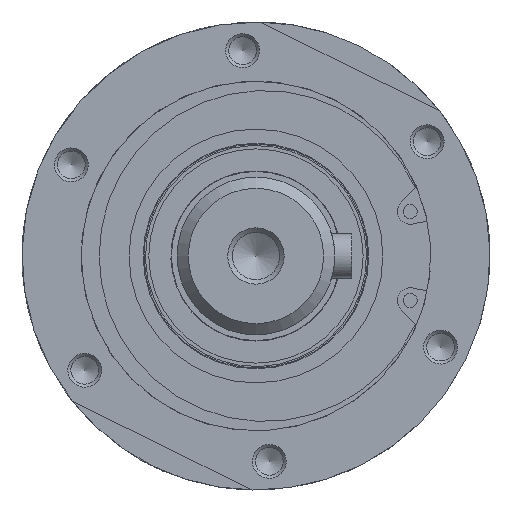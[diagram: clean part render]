
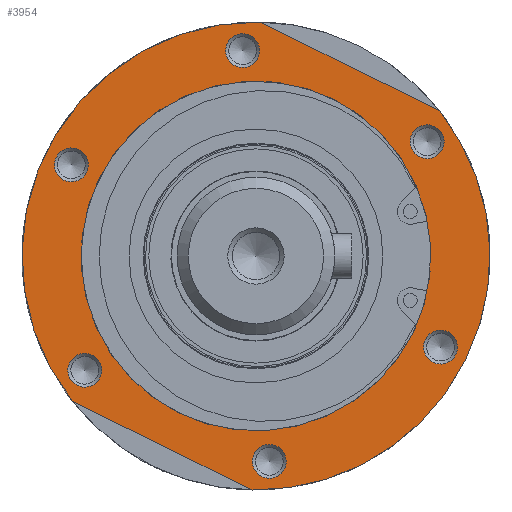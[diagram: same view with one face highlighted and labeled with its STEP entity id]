
A CAD part, left-side view. The second image highlights one B-rep face of the part: STEP entity #3954.
In plain terms, the highlighted planar face has unit normal (-1, 0, 0).
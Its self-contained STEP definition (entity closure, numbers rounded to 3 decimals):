
#3525=CARTESIAN_POINT('',(-225.,-27.795,-13.727));
#3526=VERTEX_POINT('',#3525);
#3527=CARTESIAN_POINT('',(-225.,0.,0.));
#3528=DIRECTION('',(1.0,0.,0.));
#3529=DIRECTION('',(0.,-0.897,-0.443));
#3530=AXIS2_PLACEMENT_3D('',#3527,#3528,#3529);
#3531=CIRCLE('',#3530,31.);
#3532=EDGE_CURVE('',#3526,#3526,#3531,.T.);
#3692=CARTESIAN_POINT('',(-225.,-32.026,17.766));
#3693=VERTEX_POINT('',#3692);
#3694=CARTESIAN_POINT('',(-225.,-30.36,20.261));
#3695=DIRECTION('',(-1.0,0.,0.));
#3696=DIRECTION('',(0.,0.555,0.832));
#3697=AXIS2_PLACEMENT_3D('',#3694,#3695,#3696);
#3698=CIRCLE('',#3697,3.);
#3699=EDGE_CURVE('',#3693,#3693,#3698,.T.);
#3732=CARTESIAN_POINT('',(-225.,-31.398,-18.852));
#3733=VERTEX_POINT('',#3732);
#3734=CARTESIAN_POINT('',(-225.,-32.727,-16.162));
#3735=DIRECTION('',(-1.0,0.,0.));
#3736=DIRECTION('',(0.,-0.443,0.897));
#3737=AXIS2_PLACEMENT_3D('',#3734,#3735,#3736);
#3738=CIRCLE('',#3737,3.0);
#3739=EDGE_CURVE('',#3733,#3733,#3738,.T.);
#3772=CARTESIAN_POINT('',(-225.,-0.627,36.618));
#3773=VERTEX_POINT('',#3772);
#3774=CARTESIAN_POINT('',(-225.,2.366,36.423));
#3775=DIRECTION('',(-1.0,0.,0.));
#3776=DIRECTION('',(0.,0.998,-0.065));
#3777=AXIS2_PLACEMENT_3D('',#3774,#3775,#3776);
#3778=CIRCLE('',#3777,3.);
#3779=EDGE_CURVE('',#3773,#3773,#3778,.T.);
#3812=CARTESIAN_POINT('',(-225.,0.627,-36.618));
#3813=VERTEX_POINT('',#3812);
#3814=CARTESIAN_POINT('',(-225.,-2.366,-36.423));
#3815=DIRECTION('',(-1.0,0.,0.));
#3816=DIRECTION('',(0.,-0.998,0.065));
#3817=AXIS2_PLACEMENT_3D('',#3814,#3815,#3816);
#3818=CIRCLE('',#3817,3.);
#3819=EDGE_CURVE('',#3813,#3813,#3818,.T.);
#3852=CARTESIAN_POINT('',(-225.,31.398,18.852));
#3853=VERTEX_POINT('',#3852);
#3854=CARTESIAN_POINT('',(-225.,32.727,16.162));
#3855=DIRECTION('',(-1.0,0.,0.));
#3856=DIRECTION('',(0.,0.443,-0.897));
#3857=AXIS2_PLACEMENT_3D('',#3854,#3855,#3856);
#3858=CIRCLE('',#3857,3.0);
#3859=EDGE_CURVE('',#3853,#3853,#3858,.T.);
#3884=CARTESIAN_POINT('',(-225.,-32.502,-16.052));
#3885=DIRECTION('',(-1.0,0.0,0.0));
#3886=DIRECTION('',(0.0,0.443,-0.897));
#3887=AXIS2_PLACEMENT_3D('',#3884,#3885,#3886);
#3888=PLANE('',#3887);
#3889=CARTESIAN_POINT('',(-225.,-32.544,25.752));
#3890=VERTEX_POINT('',#3889);
#3891=CARTESIAN_POINT('',(-225.,-0.666,41.495));
#3892=VERTEX_POINT('',#3891);
#3893=CARTESIAN_POINT('',(-225.,-32.544,25.752));
#3894=DIRECTION('',(0.0,0.897,0.443));
#3895=VECTOR('',#3894,35.553);
#3896=LINE('',#3893,#3895);
#3897=EDGE_CURVE('',#3890,#3892,#3896,.T.);
#3898=ORIENTED_EDGE('',*,*,#3897,.T.);
#3899=CARTESIAN_POINT('',(-225.,32.544,-25.752));
#3900=VERTEX_POINT('',#3899);
#3901=CARTESIAN_POINT('',(-225.,0.,0.));
#3902=DIRECTION('',(1.0,0.,0.));
#3903=DIRECTION('',(0.,-0.897,-0.443));
#3904=AXIS2_PLACEMENT_3D('',#3901,#3902,#3903);
#3905=CIRCLE('',#3904,41.5);
#3906=EDGE_CURVE('',#3900,#3892,#3905,.T.);
#3907=ORIENTED_EDGE('',*,*,#3906,.F.);
#3908=CARTESIAN_POINT('',(-225.,0.666,-41.495));
#3909=VERTEX_POINT('',#3908);
#3910=CARTESIAN_POINT('',(-225.,32.544,-25.752));
#3911=DIRECTION('',(0.0,-0.897,-0.443));
#3912=VECTOR('',#3911,35.553);
#3913=LINE('',#3910,#3912);
#3914=EDGE_CURVE('',#3900,#3909,#3913,.T.);
#3915=ORIENTED_EDGE('',*,*,#3914,.T.);
#3916=CARTESIAN_POINT('',(-225.,0.,0.));
#3917=DIRECTION('',(1.0,0.,0.));
#3918=DIRECTION('',(0.,-0.897,-0.443));
#3919=AXIS2_PLACEMENT_3D('',#3916,#3917,#3918);
#3920=CIRCLE('',#3919,41.5);
#3921=EDGE_CURVE('',#3890,#3909,#3920,.T.);
#3922=ORIENTED_EDGE('',*,*,#3921,.F.);
#3923=EDGE_LOOP('',(#3898,#3907,#3915,#3922));
#3924=FACE_OUTER_BOUND('',#3923,.T.);
#3925=ORIENTED_EDGE('',*,*,#3859,.F.);
#3926=EDGE_LOOP('',(#3925));
#3927=FACE_BOUND('',#3926,.T.);
#3928=ORIENTED_EDGE('',*,*,#3779,.F.);
#3929=EDGE_LOOP('',(#3928));
#3930=FACE_BOUND('',#3929,.T.);
#3931=ORIENTED_EDGE('',*,*,#3699,.F.);
#3932=EDGE_LOOP('',(#3931));
#3933=FACE_BOUND('',#3932,.T.);
#3934=ORIENTED_EDGE('',*,*,#3532,.T.);
#3935=EDGE_LOOP('',(#3934));
#3936=FACE_BOUND('',#3935,.T.);
#3937=ORIENTED_EDGE('',*,*,#3739,.F.);
#3938=EDGE_LOOP('',(#3937));
#3939=FACE_BOUND('',#3938,.T.);
#3940=ORIENTED_EDGE('',*,*,#3819,.F.);
#3941=EDGE_LOOP('',(#3940));
#3942=FACE_BOUND('',#3941,.T.);
#3943=CARTESIAN_POINT('',(-225.,32.026,-17.766));
#3944=VERTEX_POINT('',#3943);
#3945=CARTESIAN_POINT('',(-225.,30.36,-20.261));
#3946=DIRECTION('',(-1.0,0.,0.));
#3947=DIRECTION('',(0.,-0.555,-0.832));
#3948=AXIS2_PLACEMENT_3D('',#3945,#3946,#3947);
#3949=CIRCLE('',#3948,3.);
#3950=EDGE_CURVE('',#3944,#3944,#3949,.T.);
#3951=ORIENTED_EDGE('',*,*,#3950,.F.);
#3952=EDGE_LOOP('',(#3951));
#3953=FACE_BOUND('',#3952,.T.);
#3954=ADVANCED_FACE('',(#3924,#3927,#3930,#3933,#3936,#3939,#3942,#3953),#3888,.T.);
